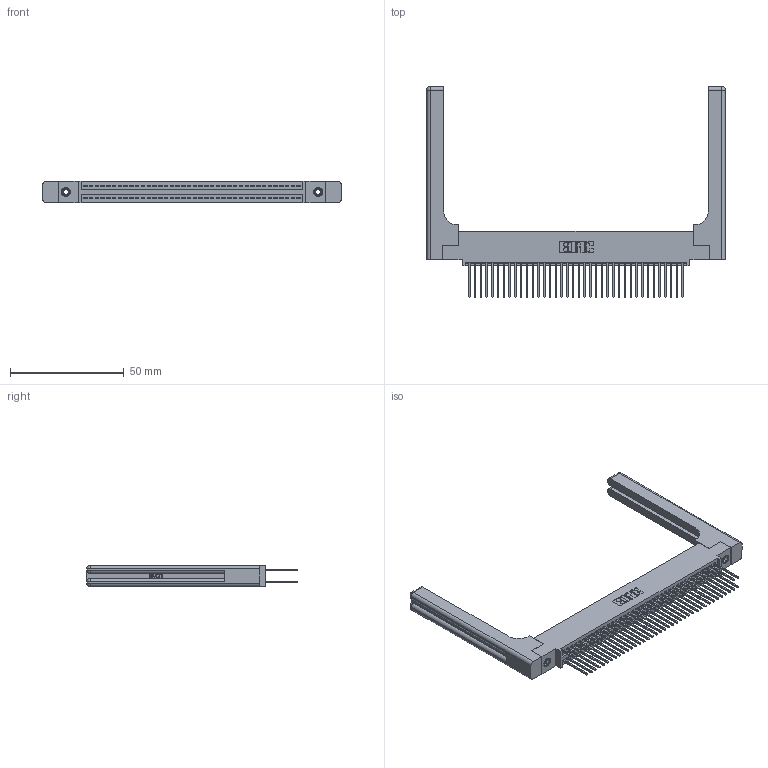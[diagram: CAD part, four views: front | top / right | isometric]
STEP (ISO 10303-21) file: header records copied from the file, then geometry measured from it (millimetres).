
FILE_DESCRIPTION (( 'STEP AP203' ), '1' );
FILE_NAME ('395-076-540-558.STEP', '2019-10-24T16:33:36', ( '' ), ( '' ), 'SwSTEP 2.0', 'SolidWorks 2016', '' );
FILE_SCHEMA (( 'CONFIG_CONTROL_DESIGN' ));
Length unit declared in the file: inch
Products named in the file (5): 345-250-001_345-250-001-102; 345-220-058_345-220-058; 395-076-540-558; 345 Part_0.110 Offset - 0.156 Dia-TH; 345-292-001_345-293-140
Assembly tree (81 placements, depth 2):
  395-076-540-558
    345 Part_0.110 Offset - 0.156 Dia-TH
    345-292-001_345-293-140  x76
    345-250-001_345-250-001-102  x2
    345-220-058_345-220-058  x2
Bounding box: 131.55 x 92.89 x 9.4 mm (x, y, z)
Volume: 21431.3 mm3; surface area: 25562.3 mm2
Topology: 81 solids, 81 shells, 4186 faces, 12343 edges, 8106 vertices
Faces by surface type: plane 2740, cylinder 1386, bspline 36, cone 12, sphere 8, torus 4
Entity records: 35686 total; most frequent: CARTESIAN_POINT 6981, ORIENTED_EDGE 5712, DIRECTION 5092, EDGE_CURVE 2856, LINE 2480, VECTOR 2480, VERTEX_POINT 1894, AXIS2_PLACEMENT_3D 1306
